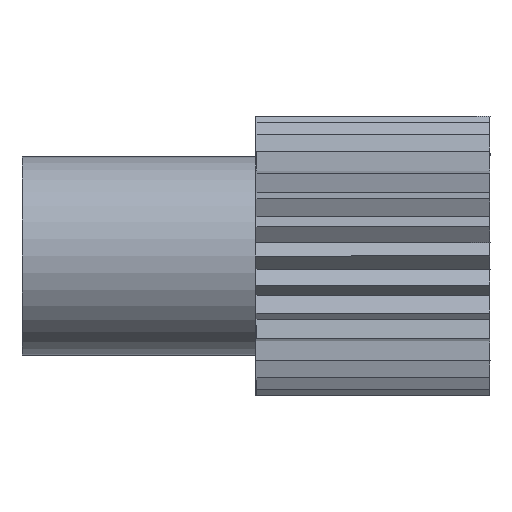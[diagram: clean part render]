
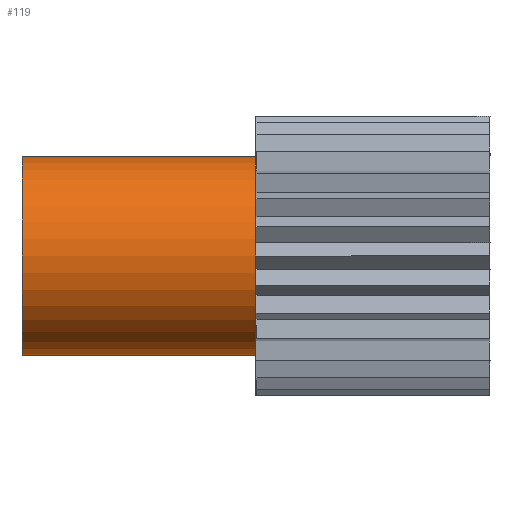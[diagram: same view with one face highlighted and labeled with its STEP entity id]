
A CAD part, left-side view. The second image highlights one B-rep face of the part: STEP entity #119.
In plain terms, the highlighted cylindrical face has radius 3.175 mm (diameter 6.35 mm), a partial arc.
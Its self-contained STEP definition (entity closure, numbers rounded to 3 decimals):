
#1 = CARTESIAN_POINT ( 'NONE',  ( 0., 7.5, 3.175 ) ) ;
#12 = CARTESIAN_POINT ( 'NONE',  ( 0., 7.5, -3.175 ) ) ;
#53 = EDGE_CURVE ( 'NONE', #1251, #1266, #1326, .T. ) ;
#103 = CARTESIAN_POINT ( 'NONE',  ( 0., 0., 0. ) ) ;
#118 = CARTESIAN_POINT ( 'NONE',  ( 0., 7.5, 0. ) ) ;
#119 = ADVANCED_FACE ( 'NONE', ( #499 ), #695, .T. ) ;
#126 = CIRCLE ( 'NONE', #1187, 3.175 ) ;
#163 = DIRECTION ( 'NONE',  ( 0., -1., 0. ) ) ;
#196 = VERTEX_POINT ( 'NONE', #1902 ) ;
#303 = DIRECTION ( 'NONE',  ( 0., 1., 0. ) ) ;
#489 = DIRECTION ( 'NONE',  ( 0., 1., 0. ) ) ;
#499 = FACE_OUTER_BOUND ( 'NONE', #1540, .T. ) ;
#528 = EDGE_CURVE ( 'NONE', #1266, #196, #866, .T. ) ;
#623 = DIRECTION ( 'NONE',  ( 0., 0., 1. ) ) ;
#637 = LINE ( 'NONE', #1336, #1225 ) ;
#695 = CYLINDRICAL_SURFACE ( 'NONE', #863, 3.175 ) ;
#798 = CARTESIAN_POINT ( 'NONE',  ( 0., 0., -3.175 ) ) ;
#799 = ORIENTED_EDGE ( 'NONE', *, *, #944, .T. ) ;
#863 = AXIS2_PLACEMENT_3D ( 'NONE', #1195, #1341, #1717 ) ;
#866 = LINE ( 'NONE', #898, #1768 ) ;
#898 = CARTESIAN_POINT ( 'NONE',  ( 0., 7.5, 3.175 ) ) ;
#907 = EDGE_CURVE ( 'NONE', #1251, #2166, #637, .T. ) ;
#944 = EDGE_CURVE ( 'NONE', #2166, #196, #126, .T. ) ;
#1112 = AXIS2_PLACEMENT_3D ( 'NONE', #118, #303, #2225 ) ;
#1187 = AXIS2_PLACEMENT_3D ( 'NONE', #103, #489, #623 ) ;
#1195 = CARTESIAN_POINT ( 'NONE',  ( 0., 7.5, 0. ) ) ;
#1225 = VECTOR ( 'NONE', #2020, 1000. ) ;
#1251 = VERTEX_POINT ( 'NONE', #12 ) ;
#1266 = VERTEX_POINT ( 'NONE', #1 ) ;
#1326 = CIRCLE ( 'NONE', #1112, 3.175 ) ;
#1336 = CARTESIAN_POINT ( 'NONE',  ( 0., 7.5, -3.175 ) ) ;
#1341 = DIRECTION ( 'NONE',  ( 0., -1., 0. ) ) ;
#1480 = ORIENTED_EDGE ( 'NONE', *, *, #528, .F. ) ;
#1540 = EDGE_LOOP ( 'NONE', ( #1480, #2158, #1967, #799 ) ) ;
#1717 = DIRECTION ( 'NONE',  ( 0., 0., -1. ) ) ;
#1768 = VECTOR ( 'NONE', #163, 1000. ) ;
#1902 = CARTESIAN_POINT ( 'NONE',  ( 0., 0., 3.175 ) ) ;
#1967 = ORIENTED_EDGE ( 'NONE', *, *, #907, .T. ) ;
#2020 = DIRECTION ( 'NONE',  ( 0., -1., 0. ) ) ;
#2158 = ORIENTED_EDGE ( 'NONE', *, *, #53, .F. ) ;
#2166 = VERTEX_POINT ( 'NONE', #798 ) ;
#2225 = DIRECTION ( 'NONE',  ( 0., 0., 1. ) ) ;
